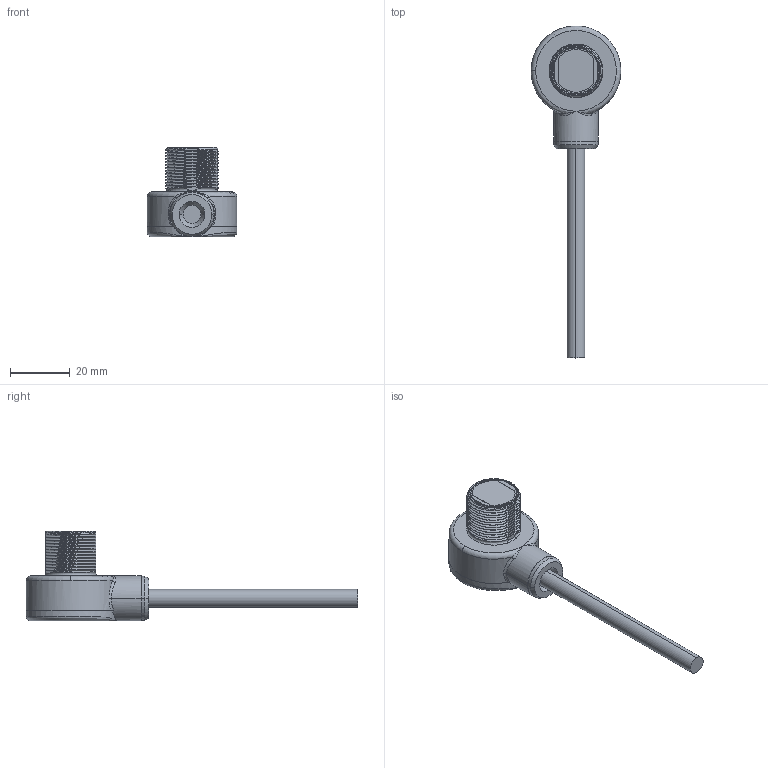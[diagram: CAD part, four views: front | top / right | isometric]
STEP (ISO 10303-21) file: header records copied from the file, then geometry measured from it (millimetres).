
FILE_DESCRIPTION((''),'2;1');
FILE_NAME('152789_SW','2010-11-16T',('banengservice'),('BANNER ENGINEERING'),'PRO/ENGINEER BY PARAMETRIC TECHNOLOGY CORPORATION, 2009141','PRO/ENGINEER BY PARAMETRIC TECHNOLOGY CORPORATION, 2009141','');
FILE_SCHEMA(('CONFIG_CONTROL_DESIGN'));
Length unit declared in the file: inch
Products named in the file (1): 152789_SW
Bounding box: 30.01 x 111.05 x 30.02 mm (x, y, z)
Volume: 10181.6 mm3; surface area: 13530.9 mm2
Topology: 3 solids, 4 shells, 438 faces, 1116 edges, 708 vertices
Faces by surface type: plane 192, cylinder 154, cone 30, bspline 29, torus 23, sphere 10
Entity records: 23046 total; most frequent: CARTESIAN_POINT 12723, ORIENTED_EDGE 2220, DIRECTION 2026, EDGE_CURVE 1110, AXIS2_PLACEMENT_3D 746, VERTEX_POINT 708, VECTOR 534, LINE 534
